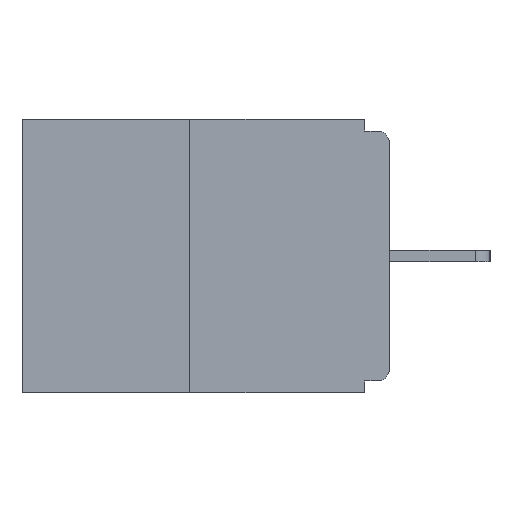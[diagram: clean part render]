
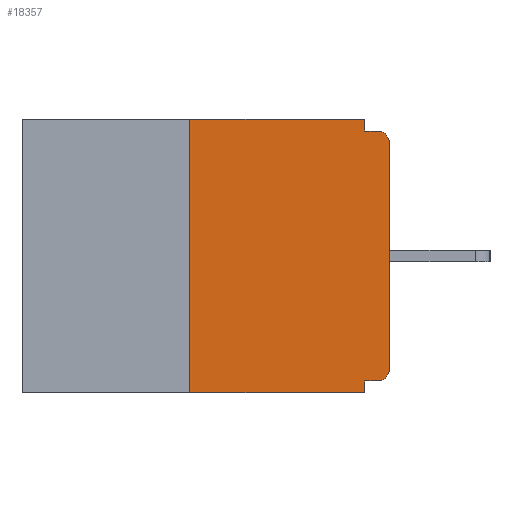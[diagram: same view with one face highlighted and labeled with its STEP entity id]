
A CAD part, left-side view. The second image highlights one B-rep face of the part: STEP entity #18357.
In plain terms, the highlighted planar face has unit normal (-1, 0, 0).
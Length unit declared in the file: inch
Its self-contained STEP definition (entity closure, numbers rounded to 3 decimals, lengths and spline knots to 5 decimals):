
#258 = DIRECTION ( 'NONE',  ( 0., 0., -1. ) ) ;
#1073 = EDGE_CURVE ( 'NONE', #22217, #24167, #22896, .T. ) ;
#1557 = CARTESIAN_POINT ( 'NONE',  ( 0., 0.46, -0.343 ) ) ;
#1803 = CIRCLE ( 'NONE', #19435, 0.015 ) ;
#2269 = DIRECTION ( 'NONE',  ( 0., 0., -1. ) ) ;
#2294 = VECTOR ( 'NONE', #2269, 39.37008 ) ;
#2823 = DIRECTION ( 'NONE',  ( 0., 0., 1. ) ) ;
#2865 = DIRECTION ( 'NONE',  ( 0., -1., 0. ) ) ;
#3178 = ORIENTED_EDGE ( 'NONE', *, *, #7903, .F. ) ;
#3198 = VERTEX_POINT ( 'NONE', #12754 ) ;
#3701 = VERTEX_POINT ( 'NONE', #15058 ) ;
#4020 = CARTESIAN_POINT ( 'NONE',  ( 0., 0.031, 0. ) ) ;
#4178 = VERTEX_POINT ( 'NONE', #17441 ) ;
#4790 = CARTESIAN_POINT ( 'NONE',  ( 0., 0., -0.328 ) ) ;
#5440 = CARTESIAN_POINT ( 'NONE',  ( 0., 0.031, -0.015 ) ) ;
#5848 = CARTESIAN_POINT ( 'NONE',  ( 0., 0.46, 0. ) ) ;
#5941 = CARTESIAN_POINT ( 'NONE',  ( 0., 0.015, -0.03 ) ) ;
#6414 = DIRECTION ( 'NONE',  ( 0., 0., -1. ) ) ;
#6435 = EDGE_CURVE ( 'NONE', #17375, #22217, #17158, .T. ) ;
#6647 = CARTESIAN_POINT ( 'NONE',  ( 0., 0., -0.015 ) ) ;
#6873 = EDGE_CURVE ( 'NONE', #7590, #6997, #1803, .T. ) ;
#6970 = LINE ( 'NONE', #21706, #13936 ) ;
#6997 = VERTEX_POINT ( 'NONE', #8949 ) ;
#7200 = CARTESIAN_POINT ( 'NONE',  ( 0., 0., -0.03 ) ) ;
#7581 = EDGE_CURVE ( 'NONE', #4178, #3701, #20593, .T. ) ;
#7590 = VERTEX_POINT ( 'NONE', #7200 ) ;
#7611 = ORIENTED_EDGE ( 'NONE', *, *, #10863, .F. ) ;
#7903 = EDGE_CURVE ( 'NONE', #8398, #3701, #11230, .T. ) ;
#7923 = VECTOR ( 'NONE', #24130, 39.37008 ) ;
#8251 = PLANE ( 'NONE',  #15743 ) ;
#8398 = VERTEX_POINT ( 'NONE', #18560 ) ;
#8584 = VERTEX_POINT ( 'NONE', #11806 ) ;
#8949 = CARTESIAN_POINT ( 'NONE',  ( 0., 0.015, -0.015 ) ) ;
#9146 = DIRECTION ( 'NONE',  ( 0., 0., 1. ) ) ;
#9275 = CARTESIAN_POINT ( 'NONE',  ( 0., 0., 0. ) ) ;
#9709 = DIRECTION ( 'NONE',  ( -1., 0., 0. ) ) ;
#10074 = LINE ( 'NONE', #4790, #12771 ) ;
#10208 = FACE_OUTER_BOUND ( 'NONE', #22008, .T. ) ;
#10572 = ORIENTED_EDGE ( 'NONE', *, *, #19562, .T. ) ;
#10863 = EDGE_CURVE ( 'NONE', #3198, #8398, #10074, .T. ) ;
#10929 = ORIENTED_EDGE ( 'NONE', *, *, #6435, .F. ) ;
#10978 = LINE ( 'NONE', #9275, #19653 ) ;
#11230 = LINE ( 'NONE', #12583, #7923 ) ;
#11455 = VECTOR ( 'NONE', #22433, 39.37008 ) ;
#11473 = DIRECTION ( 'NONE',  ( 0., 0., -1. ) ) ;
#11549 = CARTESIAN_POINT ( 'NONE',  ( 0., 0.25, 0. ) ) ;
#11806 = CARTESIAN_POINT ( 'NONE',  ( 0., 0., -0.313 ) ) ;
#12520 = DIRECTION ( 'NONE',  ( 0., 1., 0. ) ) ;
#12583 = CARTESIAN_POINT ( 'NONE',  ( 0., 0.031, -0.343 ) ) ;
#12754 = CARTESIAN_POINT ( 'NONE',  ( 0., 0.015, -0.328 ) ) ;
#12771 = VECTOR ( 'NONE', #12520, 39.37008 ) ;
#13303 = EDGE_CURVE ( 'NONE', #3198, #8584, #15752, .T. ) ;
#13936 = VECTOR ( 'NONE', #2823, 39.37008 ) ;
#14375 = ORIENTED_EDGE ( 'NONE', *, *, #7581, .T. ) ;
#15058 = CARTESIAN_POINT ( 'NONE',  ( 0., 0.031, -0.343 ) ) ;
#15409 = DIRECTION ( 'NONE',  ( -1., 0., 0. ) ) ;
#15743 = AXIS2_PLACEMENT_3D ( 'NONE', #23243, #21152, #6414 ) ;
#15752 = CIRCLE ( 'NONE', #16944, 0.015 ) ;
#16185 = ORIENTED_EDGE ( 'NONE', *, *, #18349, .F. ) ;
#16944 = AXIS2_PLACEMENT_3D ( 'NONE', #17098, #9709, #258 ) ;
#17098 = CARTESIAN_POINT ( 'NONE',  ( 0., 0.015, -0.313 ) ) ;
#17158 = LINE ( 'NONE', #5848, #22968 ) ;
#17375 = VERTEX_POINT ( 'NONE', #11549 ) ;
#17438 = ORIENTED_EDGE ( 'NONE', *, *, #1073, .F. ) ;
#17441 = CARTESIAN_POINT ( 'NONE',  ( 0., 0.25, -0.343 ) ) ;
#18281 = ORIENTED_EDGE ( 'NONE', *, *, #6873, .T. ) ;
#18349 = EDGE_CURVE ( 'NONE', #24167, #6997, #23486, .T. ) ;
#18357 = ADVANCED_FACE ( 'NONE', ( #10208 ), #8251, .F. ) ;
#18560 = CARTESIAN_POINT ( 'NONE',  ( 0., 0.031, -0.328 ) ) ;
#19081 = CARTESIAN_POINT ( 'NONE',  ( 0., 0.031, 0. ) ) ;
#19218 = DIRECTION ( 'NONE',  ( 0., -1., 0. ) ) ;
#19435 = AXIS2_PLACEMENT_3D ( 'NONE', #5941, #15409, #11473 ) ;
#19562 = EDGE_CURVE ( 'NONE', #8584, #7590, #10978, .T. ) ;
#19653 = VECTOR ( 'NONE', #9146, 39.37008 ) ;
#20593 = LINE ( 'NONE', #1557, #11455 ) ;
#21152 = DIRECTION ( 'NONE',  ( 1., 0., 0. ) ) ;
#21706 = CARTESIAN_POINT ( 'NONE',  ( 0., 0.25, 0. ) ) ;
#21996 = VECTOR ( 'NONE', #2865, 39.37008 ) ;
#21998 = ORIENTED_EDGE ( 'NONE', *, *, #23106, .F. ) ;
#22008 = EDGE_LOOP ( 'NONE', ( #10929, #21998, #14375, #3178, #7611, #22913, #10572, #18281, #16185, #17438 ) ) ;
#22217 = VERTEX_POINT ( 'NONE', #4020 ) ;
#22433 = DIRECTION ( 'NONE',  ( 0., -1., 0. ) ) ;
#22896 = LINE ( 'NONE', #19081, #2294 ) ;
#22913 = ORIENTED_EDGE ( 'NONE', *, *, #13303, .T. ) ;
#22968 = VECTOR ( 'NONE', #19218, 39.37008 ) ;
#23106 = EDGE_CURVE ( 'NONE', #4178, #17375, #6970, .T. ) ;
#23243 = CARTESIAN_POINT ( 'NONE',  ( 0., 0.46, 0. ) ) ;
#23486 = LINE ( 'NONE', #6647, #21996 ) ;
#24130 = DIRECTION ( 'NONE',  ( 0., 0., -1. ) ) ;
#24167 = VERTEX_POINT ( 'NONE', #5440 ) ;
